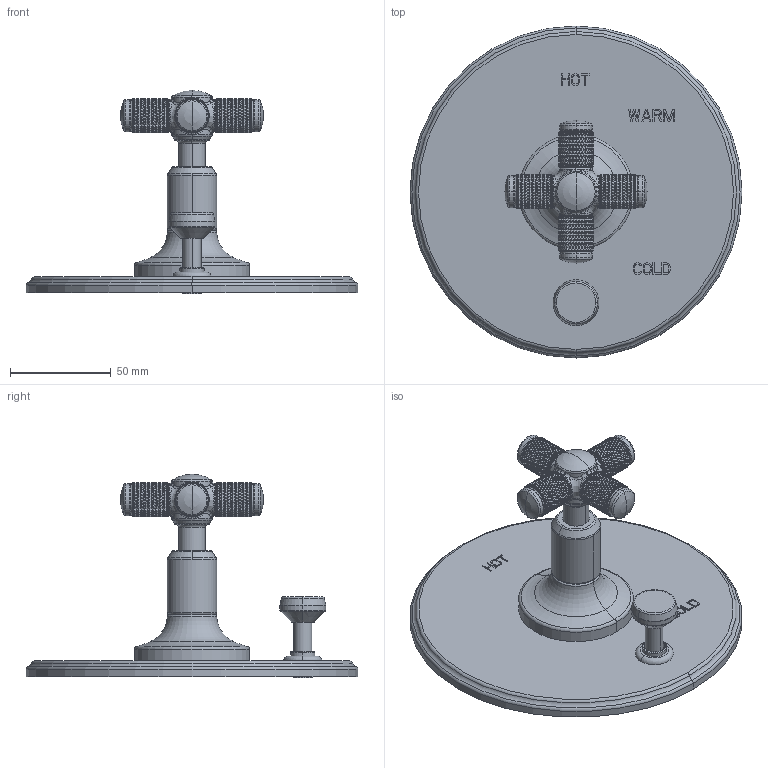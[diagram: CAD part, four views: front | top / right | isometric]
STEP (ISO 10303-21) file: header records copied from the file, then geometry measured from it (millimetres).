
FILE_DESCRIPTION((''),'2;1');
FILE_NAME('5-3262BP_','2024-07-31T09:30:29',('rsmith'),(''),'CREO PARAMETRIC BY PTC INC, 2023134','CREO PARAMETRIC BY PTC INC, 2023134','');
FILE_SCHEMA(('CONFIG_CONTROL_DESIGN'));
Length unit declared in the file: inch
Products named in the file (1): 5-3262BP_
Bounding box: 165.1 x 165.1 x 101.19 mm (x, y, z)
Volume: 104518.3 mm3; surface area: 70125.1 mm2
Topology: 1 solids, 1 shells, 9905 faces, 20613 edges, 10741 vertices
Faces by surface type: bspline 7692, cylinder 1824, plane 285, torus 86, sphere 10, cone 8
Entity records: 404963 total; most frequent: CARTESIAN_POINT 261989, ORIENTED_EDGE 41206, EDGE_CURVE 20603, B_SPLINE_CURVE_WITH_KNOTS 19176, VERTEX_POINT 10741, EDGE_LOOP 9946, FACE_OUTER_BOUND 9905, ADVANCED_FACE 9905
